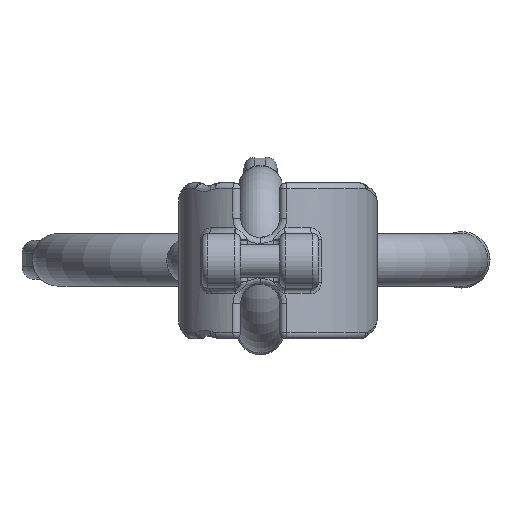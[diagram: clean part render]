
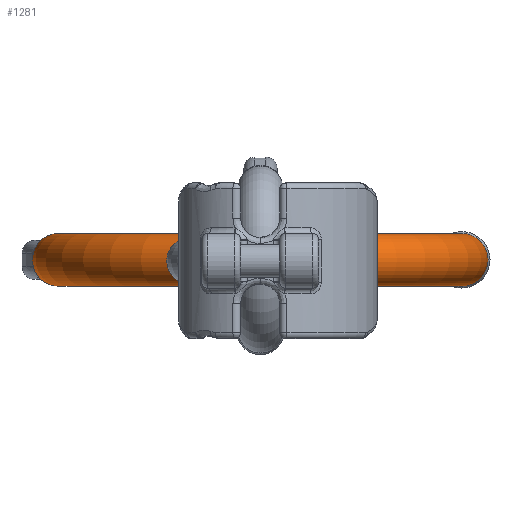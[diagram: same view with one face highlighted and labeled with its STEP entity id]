
A CAD part, front view. The second image highlights one B-rep face of the part: STEP entity #1281.
In plain terms, the highlighted toroidal (fillet/blend) face has major radius 103.5 mm and minor radius 13.5 mm.
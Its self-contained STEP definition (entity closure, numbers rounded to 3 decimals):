
#214=TOROIDAL_SURFACE('',#9782,103.5,13.5);
#743=CIRCLE('',#9764,13.5);
#745=CIRCLE('',#9776,13.5);
#1281=ADVANCED_FACE('',(#2198,#2199),#214,.T.);
#2198=FACE_BOUND('',#2722,.T.);
#2199=FACE_BOUND('',#2723,.T.);
#2722=EDGE_LOOP('',(#6094));
#2723=EDGE_LOOP('',(#6095));
#6094=ORIENTED_EDGE('',*,*,#8388,.T.);
#6095=ORIENTED_EDGE('',*,*,#8426,.F.);
#7130=VERTEX_POINT('',#18842);
#7168=VERTEX_POINT('',#19100);
#8388=EDGE_CURVE('',#7130,#7130,#743,.T.);
#8426=EDGE_CURVE('',#7168,#7168,#745,.T.);
#9764=AXIS2_PLACEMENT_3D('',#18841,#11645,#11646);
#9776=AXIS2_PLACEMENT_3D('',#19099,#11677,#11678);
#9782=AXIS2_PLACEMENT_3D('',#19109,#11689,#11690);
#11645=DIRECTION('',(0.,-1.,0.));
#11646=DIRECTION('',(1.,0.,0.));
#11677=DIRECTION('',(0.,1.,0.));
#11678=DIRECTION('',(-1.,0.,0.));
#11689=DIRECTION('',(0.,0.,1.));
#11690=DIRECTION('',(1.,0.,0.));
#18841=CARTESIAN_POINT('',(-103.5,-80.,0.));
#18842=CARTESIAN_POINT('',(-90.,-80.,0.));
#19099=CARTESIAN_POINT('',(103.5,-80.,0.));
#19100=CARTESIAN_POINT('',(90.,-80.,0.));
#19109=CARTESIAN_POINT('',(0.,-80.,0.));
